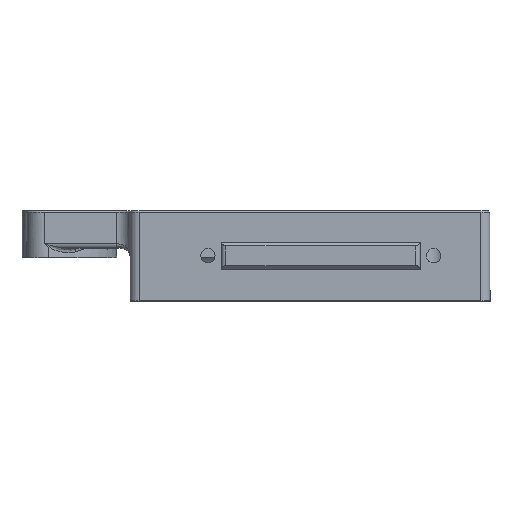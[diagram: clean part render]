
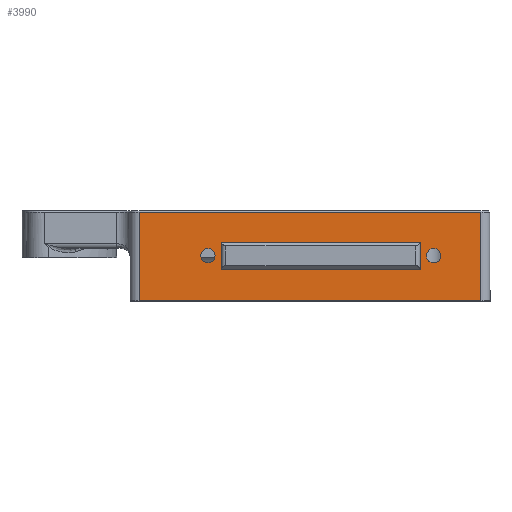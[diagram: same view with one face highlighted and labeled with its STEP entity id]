
A CAD part, top view. The second image highlights one B-rep face of the part: STEP entity #3990.
In plain terms, the highlighted planar face has unit normal (0, 0, 1).
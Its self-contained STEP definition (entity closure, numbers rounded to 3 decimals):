
#85=FACE_BOUND('',#1321,.T.);
#86=FACE_BOUND('',#1322,.T.);
#87=FACE_BOUND('',#1323,.T.);
#171=PLANE('',#4367);
#395=LINE('',#7123,#739);
#396=LINE('',#7128,#740);
#397=LINE('',#7132,#741);
#398=LINE('',#7134,#742);
#408=LINE('',#7245,#752);
#409=LINE('',#7248,#753);
#410=LINE('',#7250,#754);
#411=LINE('',#7251,#755);
#739=VECTOR('',#5154,10.);
#740=VECTOR('',#5161,10.);
#741=VECTOR('',#5166,10.);
#742=VECTOR('',#5169,10.);
#752=VECTOR('',#5207,10.);
#753=VECTOR('',#5210,10.);
#754=VECTOR('',#5211,10.);
#755=VECTOR('',#5212,10.);
#1100=FACE_OUTER_BOUND('',#1320,.T.);
#1320=EDGE_LOOP('',(#3252,#3253,#3254,#3255));
#1321=EDGE_LOOP('',(#3256));
#1322=EDGE_LOOP('',(#3257,#3258,#3259,#3260));
#1323=EDGE_LOOP('',(#3261));
#1571=CIRCLE('',#4354,1.6);
#1573=CIRCLE('',#4358,1.6);
#1914=VERTEX_POINT('',#7120);
#1915=VERTEX_POINT('',#7122);
#1916=VERTEX_POINT('',#7126);
#1917=VERTEX_POINT('',#7130);
#1918=VERTEX_POINT('',#7136);
#1920=VERTEX_POINT('',#7144);
#1925=VERTEX_POINT('',#7241);
#1926=VERTEX_POINT('',#7243);
#1927=VERTEX_POINT('',#7247);
#1928=VERTEX_POINT('',#7249);
#2398=EDGE_CURVE('',#1915,#1914,#395,.T.);
#2401=EDGE_CURVE('',#1914,#1916,#396,.T.);
#2403=EDGE_CURVE('',#1916,#1917,#397,.T.);
#2404=EDGE_CURVE('',#1917,#1915,#398,.T.);
#2405=EDGE_CURVE('',#1918,#1918,#1571,.T.);
#2409=EDGE_CURVE('',#1920,#1920,#1573,.T.);
#2421=EDGE_CURVE('',#1926,#1925,#408,.T.);
#2422=EDGE_CURVE('',#1925,#1927,#409,.T.);
#2423=EDGE_CURVE('',#1928,#1926,#410,.T.);
#2424=EDGE_CURVE('',#1927,#1928,#411,.T.);
#3252=ORIENTED_EDGE('',*,*,#2422,.F.);
#3253=ORIENTED_EDGE('',*,*,#2421,.F.);
#3254=ORIENTED_EDGE('',*,*,#2423,.F.);
#3255=ORIENTED_EDGE('',*,*,#2424,.F.);
#3256=ORIENTED_EDGE('',*,*,#2409,.T.);
#3257=ORIENTED_EDGE('',*,*,#2404,.T.);
#3258=ORIENTED_EDGE('',*,*,#2398,.T.);
#3259=ORIENTED_EDGE('',*,*,#2401,.T.);
#3260=ORIENTED_EDGE('',*,*,#2403,.T.);
#3261=ORIENTED_EDGE('',*,*,#2405,.T.);
#3990=ADVANCED_FACE('',(#1100,#85,#86,#87),#171,.T.);
#4354=AXIS2_PLACEMENT_3D('',#7137,#5172,#5173);
#4358=AXIS2_PLACEMENT_3D('',#7145,#5182,#5183);
#4367=AXIS2_PLACEMENT_3D('',#7246,#5208,#5209);
#5154=DIRECTION('',(0.,-1.,0.));
#5161=DIRECTION('',(-1.,0.,0.));
#5166=DIRECTION('',(0.,1.,0.));
#5169=DIRECTION('',(1.,0.,0.));
#5172=DIRECTION('center_axis',(0.,0.,
-1.));
#5173=DIRECTION('ref_axis',(-1.,0.,0.));
#5182=DIRECTION('center_axis',(0.,0.,
-1.));
#5183=DIRECTION('ref_axis',(-1.,0.,0.));
#5207=DIRECTION('',(0.,1.,0.));
#5208=DIRECTION('center_axis',(0.,0.,
1.));
#5209=DIRECTION('ref_axis',(1.,0.,0.));
#5210=DIRECTION('',(1.,0.,0.));
#5211=DIRECTION('',(-1.,0.,0.));
#5212=DIRECTION('',(0.,-1.,0.));
#7120=CARTESIAN_POINT('',(77.,-31.,-58.096));
#7122=CARTESIAN_POINT('',(77.,-25.,-58.096));
#7123=CARTESIAN_POINT('',(77.,-34.5,-58.096));
#7126=CARTESIAN_POINT('',(33.,-31.,-58.096));
#7128=CARTESIAN_POINT('',(24.4,-31.,-58.096));
#7130=CARTESIAN_POINT('',(33.,-25.,-58.096));
#7132=CARTESIAN_POINT('',(33.,-31.5,-58.096));
#7134=CARTESIAN_POINT('',(33.9,-25.,-58.096));
#7136=CARTESIAN_POINT('',(31.6,-28.,-58.096));
#7137=CARTESIAN_POINT('Origin',(30.,-28.,-58.096));
#7144=CARTESIAN_POINT('',(81.6,-28.,-58.096));
#7145=CARTESIAN_POINT('Origin',(80.,-28.,-58.096));
#7241=CARTESIAN_POINT('',(14.8,-18.4,-58.096));
#7243=CARTESIAN_POINT('',(14.8,-38.,-58.096));
#7245=CARTESIAN_POINT('',(14.8,-28.,-58.096));
#7246=CARTESIAN_POINT('Origin',(15.8,-38.,-58.096));
#7247=CARTESIAN_POINT('',(90.5,-18.4,-58.096));
#7248=CARTESIAN_POINT('',(21.4,-18.4,-58.096));
#7249=CARTESIAN_POINT('',(90.5,-38.,-58.096));
#7250=CARTESIAN_POINT('',(69.5,-38.,-58.096));
#7251=CARTESIAN_POINT('',(90.5,-38.,-58.096));
